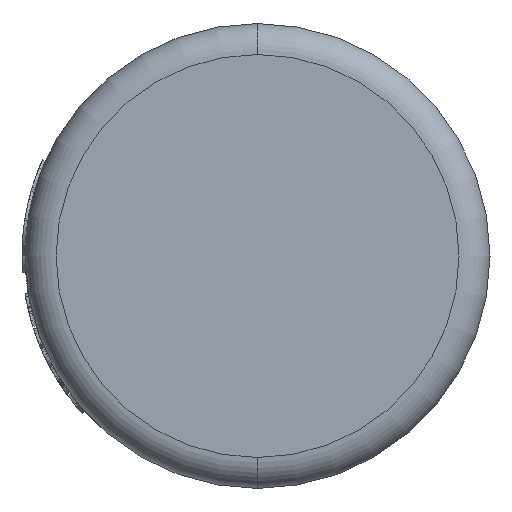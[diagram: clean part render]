
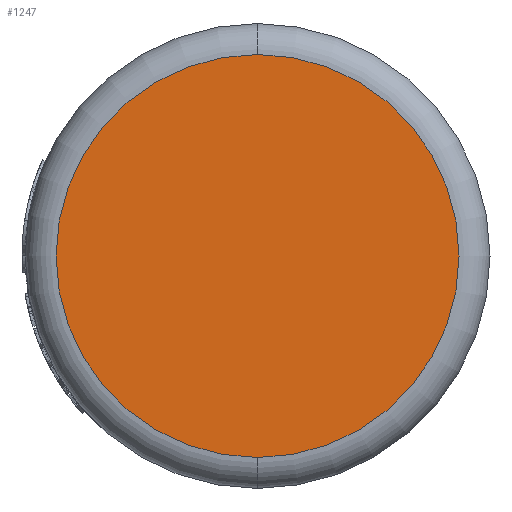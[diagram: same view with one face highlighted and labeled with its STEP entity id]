
A CAD part, left-side view. The second image highlights one B-rep face of the part: STEP entity #1247.
In plain terms, the highlighted planar face has unit normal (-1, 0, 0).
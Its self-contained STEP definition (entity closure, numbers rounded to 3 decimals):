
#109 = DIRECTION ( 'NONE',  ( 0., 0., 1. ) ) ;
#331 = AXIS2_PLACEMENT_3D ( 'NONE', #7046, #6984, #1750 ) ;
#498 = ORIENTED_EDGE ( 'NONE', *, *, #4559, .T. ) ;
#1247 = ADVANCED_FACE ( 'NONE', ( #3275 ), #4058, .F. ) ;
#1750 = DIRECTION ( 'NONE',  ( 0., 0., 1. ) ) ;
#1861 = VERTEX_POINT ( 'NONE', #5256 ) ;
#2161 = CARTESIAN_POINT ( 'NONE',  ( -6., 0., 0. ) ) ;
#2373 = EDGE_LOOP ( 'NONE', ( #10696, #498 ) ) ;
#2582 = CIRCLE ( 'NONE', #8683, 1.3 ) ;
#3275 = FACE_OUTER_BOUND ( 'NONE', #2373, .T. ) ;
#4058 = PLANE ( 'NONE',  #8067 ) ;
#4559 = EDGE_CURVE ( 'NONE', #8506, #1861, #9029, .T. ) ;
#5007 = DIRECTION ( 'NONE',  ( 1., 0., 0. ) ) ;
#5256 = CARTESIAN_POINT ( 'NONE',  ( -6., 0., 1.3 ) ) ;
#5561 = EDGE_CURVE ( 'NONE', #1861, #8506, #2582, .T. ) ;
#6984 = DIRECTION ( 'NONE',  ( -1., 0., 0. ) ) ;
#7046 = CARTESIAN_POINT ( 'NONE',  ( -6., 0., 0. ) ) ;
#8067 = AXIS2_PLACEMENT_3D ( 'NONE', #2161, #5007, #9651 ) ;
#8402 = CARTESIAN_POINT ( 'NONE',  ( -6., 0., 0. ) ) ;
#8506 = VERTEX_POINT ( 'NONE', #10469 ) ;
#8683 = AXIS2_PLACEMENT_3D ( 'NONE', #8402, #10261, #109 ) ;
#9029 = CIRCLE ( 'NONE', #331, 1.3 ) ;
#9651 = DIRECTION ( 'NONE',  ( 0., 0., -1. ) ) ;
#10261 = DIRECTION ( 'NONE',  ( -1., 0., 0. ) ) ;
#10469 = CARTESIAN_POINT ( 'NONE',  ( -6., 0., -1.3 ) ) ;
#10696 = ORIENTED_EDGE ( 'NONE', *, *, #5561, .T. ) ;
